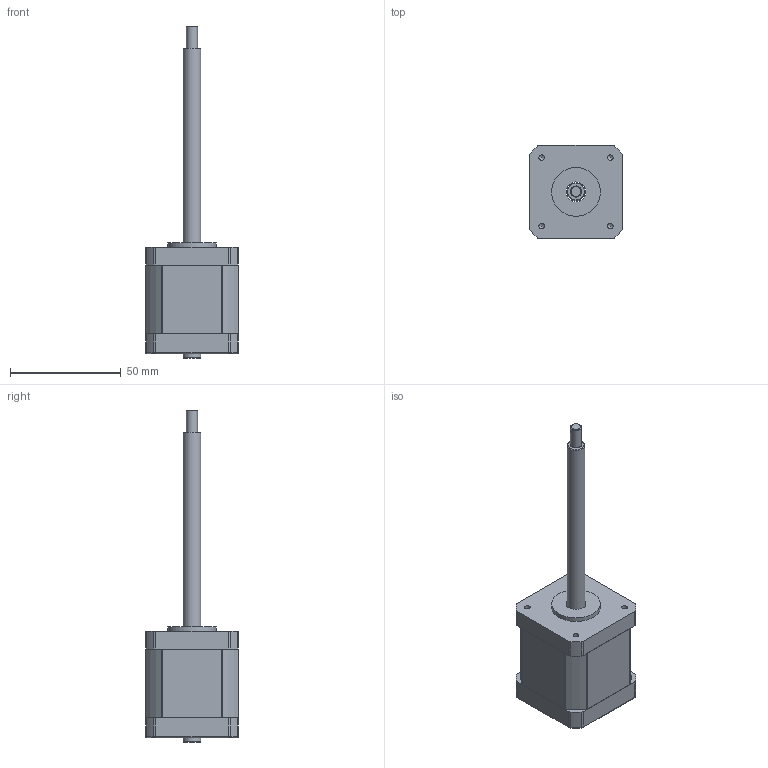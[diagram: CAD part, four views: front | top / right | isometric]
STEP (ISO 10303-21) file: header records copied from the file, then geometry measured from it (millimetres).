
FILE_DESCRIPTION( ( '' ), '1' );
FILE_NAME( 'MS545H-A-LN0805.stp', '2022-03-28T15:22:31', ( 'Dimamotor' ), ( 'Dimamotor' ), 'PSStep 17.0.49', ' ', ' ' );
FILE_SCHEMA( ( 'AUTOMOTIVE_DESIGN { 1 0 10303 214 1 1 1 1 }' ) );
Length unit declared in the file: millimetre
Products named in the file (3): Assem1; MS545-LN0805; PTA-0805N-00
Assembly tree (2 placements, depth 2):
  Assem1
    MS545-LN0805
    PTA-0805N-00
Bounding box: 42 x 42 x 150 mm (x, y, z)
Volume: 85863.5 mm3; surface area: 16247.8 mm2
Topology: 2 solids, 2 shells, 87 faces, 220 edges, 141 vertices
Faces by surface type: cylinder 48, plane 20, torus 12, cone 7
Full cylindrical faces by diameter (mm): 2.5 x4, 5 x1, 8 x1, 9 x1, 22 x1
Entity records: 3262 total; most frequent: DIRECTION 494, CARTESIAN_POINT 420, ORIENTED_EDGE 390, AXIS2_PLACEMENT_3D 209, EDGE_CURVE 195, VERTEX_POINT 135, CIRCLE 119, EDGE_LOOP 108
